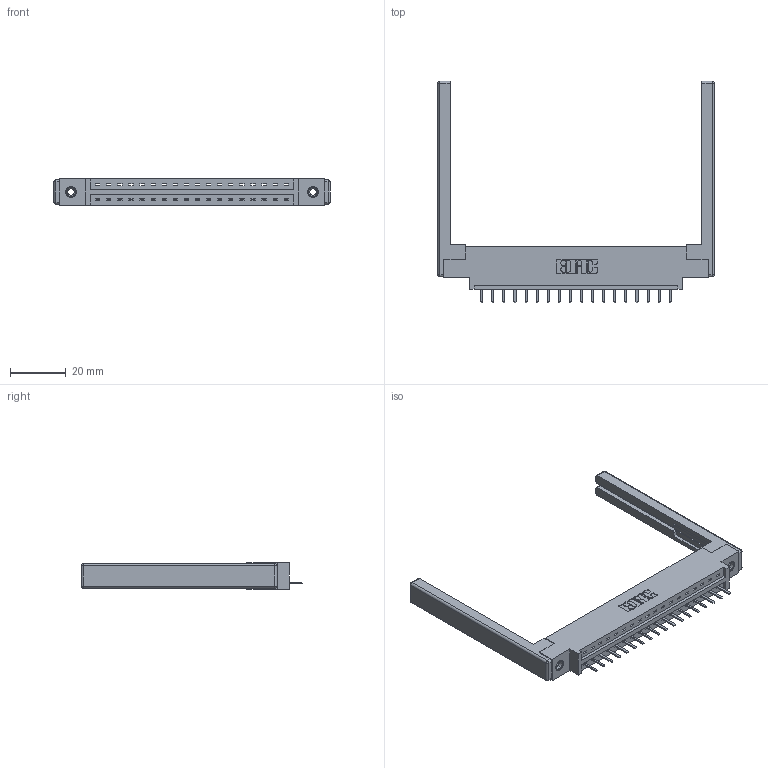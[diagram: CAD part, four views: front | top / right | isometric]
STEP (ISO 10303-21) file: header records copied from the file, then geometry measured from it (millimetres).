
FILE_DESCRIPTION (( 'STEP AP203' ), '1' );
FILE_NAME ('387-018-520-668.STEP', '2019-10-02T19:52:32', ( '' ), ( '' ), 'SwSTEP 2.0', 'SolidWorks 2016', '' );
FILE_SCHEMA (( 'CONFIG_CONTROL_DESIGN' ));
Length unit declared in the file: inch
Products named in the file (5): 345-250-001_345-250-001-102; 337 Part_0.170 Offset - 0.156 Dia-TI; 307-220-068; 345-292-001_345-293-120; 387-018-520-668
Assembly tree (23 placements, depth 2):
  387-018-520-668
    337 Part_0.170 Offset - 0.156 Dia-TI
    345-292-001_345-293-120  x18
    345-250-001_345-250-001-102  x2
    307-220-068  x2
Bounding box: 98.76 x 79.08 x 9.4 mm (x, y, z)
Volume: 14185.5 mm3; surface area: 13990.5 mm2
Topology: 23 solids, 23 shells, 1460 faces, 4241 edges, 2758 vertices
Faces by surface type: plane 1026, cylinder 410, cone 12, sphere 8, torus 4
Entity records: 19490 total; most frequent: CARTESIAN_POINT 3361, ORIENTED_EDGE 3292, DIRECTION 2940, EDGE_CURVE 1646, LINE 1464, VECTOR 1464, VERTEX_POINT 1086, AXIS2_PLACEMENT_3D 738
